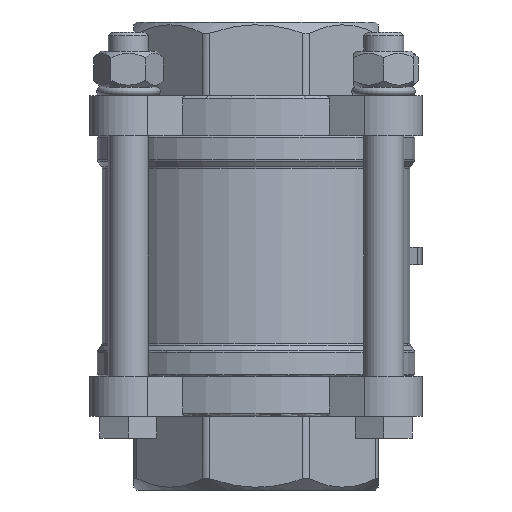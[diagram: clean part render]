
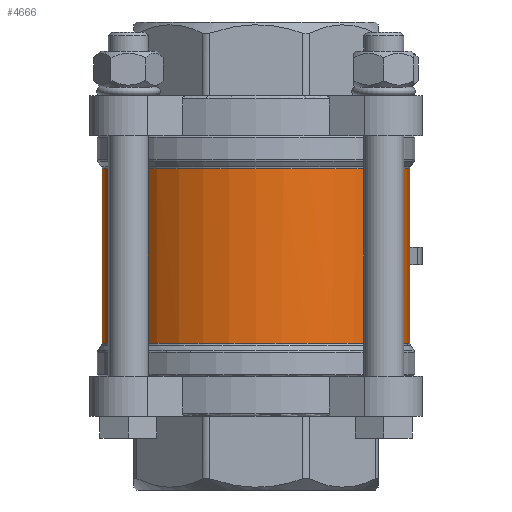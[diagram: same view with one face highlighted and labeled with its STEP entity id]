
A CAD part, front view. The second image highlights one B-rep face of the part: STEP entity #4666.
In plain terms, the highlighted cylindrical face has radius 46 mm (diameter 92 mm), a full revolution.
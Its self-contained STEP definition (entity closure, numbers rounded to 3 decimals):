
#95=CIRCLE('',#4999,46.);
#96=CIRCLE('',#5000,46.);
#97=CIRCLE('',#5001,46.);
#98=CIRCLE('',#5002,46.);
#257=CYLINDRICAL_SURFACE('',#4998,46.);
#331=B_SPLINE_CURVE_WITH_KNOTS('',3,(#7033,#7034,#7035,#7036,#7037,#7038,
#7039,#7040,#7041,#7042,#7043,#7044,#7045,#7046,#7047),.UNSPECIFIED.,.F.,
 .F.,(4,1,1,1,1,1,1,1,1,1,1,1,4),(0.022,0.03,
0.038,0.042,0.046,0.054,
0.062,0.067,0.071,0.075,
0.079,0.083,0.087),.UNSPECIFIED.);
#332=B_SPLINE_CURVE_WITH_KNOTS('',3,(#7055,#7056,#7057,#7058,#7059,#7060,
#7061),.UNSPECIFIED.,.F.,.F.,(4,1,1,1,4),(0.002,0.006,
0.009,0.013,0.016),
 .UNSPECIFIED.);
#639=ORIENTED_EDGE('',*,*,#1929,.T.);
#640=ORIENTED_EDGE('',*,*,#1941,.F.);
#641=ORIENTED_EDGE('',*,*,#1942,.F.);
#642=ORIENTED_EDGE('',*,*,#1943,.F.);
#643=ORIENTED_EDGE('',*,*,#1933,.T.);
#644=ORIENTED_EDGE('',*,*,#1944,.F.);
#645=ORIENTED_EDGE('',*,*,#1945,.F.);
#646=ORIENTED_EDGE('',*,*,#1946,.T.);
#647=ORIENTED_EDGE('',*,*,#1947,.T.);
#1929=EDGE_CURVE('',#2575,#2574,#331,.T.);
#1933=EDGE_CURVE('',#2579,#2578,#332,.T.);
#1941=EDGE_CURVE('',#2580,#2574,#3047,.F.);
#1942=EDGE_CURVE('',#2581,#2580,#95,.T.);
#1943=EDGE_CURVE('',#2579,#2581,#3048,.T.);
#1944=EDGE_CURVE('',#2582,#2578,#96,.T.);
#1945=EDGE_CURVE('',#2583,#2582,#3049,.T.);
#1946=EDGE_CURVE('',#2583,#2575,#97,.T.);
#1947=EDGE_CURVE('',#2584,#2584,#98,.T.);
#2574=VERTEX_POINT('',#7032);
#2575=VERTEX_POINT('',#7048);
#2578=VERTEX_POINT('',#7054);
#2579=VERTEX_POINT('',#7062);
#2580=VERTEX_POINT('',#7075);
#2581=VERTEX_POINT('',#7077);
#2582=VERTEX_POINT('',#7080);
#2583=VERTEX_POINT('',#7082);
#2584=VERTEX_POINT('',#7085);
#3047=LINE('',#7074,#3427);
#3048=LINE('',#7078,#3428);
#3049=LINE('',#7081,#3429);
#3427=VECTOR('',#5650,1000.);
#3428=VECTOR('',#5653,1000.);
#3429=VECTOR('',#5656,1000.);
#3729=EDGE_LOOP('',(#639,#640,#641,#642,#643,#644,#645,#646));
#3730=EDGE_LOOP('',(#647));
#4117=FACE_BOUND('',#3729,.T.);
#4118=FACE_BOUND('',#3730,.T.);
#4666=ADVANCED_FACE('',(#4117,#4118),#257,.T.);
#4998=AXIS2_PLACEMENT_3D('',#7073,#5648,#5649);
#4999=AXIS2_PLACEMENT_3D('',#7076,#5651,#5652);
#5000=AXIS2_PLACEMENT_3D('',#7079,#5654,#5655);
#5001=AXIS2_PLACEMENT_3D('',#7083,#5657,#5658);
#5002=AXIS2_PLACEMENT_3D('',#7084,#5659,#5660);
#5648=DIRECTION('',(0.,0.,-1.));
#5649=DIRECTION('',(-1.,0.,0.));
#5650=DIRECTION('',(0.,0.,-1.));
#5651=DIRECTION('',(0.,0.,-1.));
#5652=DIRECTION('',(-1.,0.,0.));
#5653=DIRECTION('',(0.,0.,-1.));
#5654=DIRECTION('',(0.,0.,1.));
#5655=DIRECTION('',(1.,0.,0.));
#5656=DIRECTION('',(0.,0.,-1.));
#5657=DIRECTION('',(0.,0.,1.));
#5658=DIRECTION('',(1.,0.,0.));
#5659=DIRECTION('',(0.,0.,-1.));
#5660=DIRECTION('',(-1.,0.,0.));
#7032=CARTESIAN_POINT('',(-8.412,45.224,-13.903));
#7033=CARTESIAN_POINT('',(16.041,43.113,2.6));
#7034=CARTESIAN_POINT('',(15.601,43.276,5.312));
#7035=CARTESIAN_POINT('',(13.35,44.126,10.413));
#7036=CARTESIAN_POINT('',(7.874,45.45,14.667));
#7037=CARTESIAN_POINT('',(2.619,45.985,16.213));
#7038=CARTESIAN_POINT('',(-2.917,46.057,16.403));
#7039=CARTESIAN_POINT('',(-9.519,45.189,14.006));
#7040=CARTESIAN_POINT('',(-14.105,43.814,8.843));
#7041=CARTESIAN_POINT('',(-16.003,43.13,3.69));
#7042=CARTESIAN_POINT('',(-16.418,42.97,-0.417));
#7043=CARTESIAN_POINT('',(-15.793,43.209,-4.502));
#7044=CARTESIAN_POINT('',(-14.18,43.778,-8.28));
#7045=CARTESIAN_POINT('',(-11.696,44.521,-11.521));
#7046=CARTESIAN_POINT('',(-9.576,45.008,-13.199));
#7047=CARTESIAN_POINT('',(-8.412,45.224,-13.903));
#7048=CARTESIAN_POINT('',(16.041,43.113,2.6));
#7054=CARTESIAN_POINT('',(16.041,43.113,-2.6));
#7055=CARTESIAN_POINT('',(8.412,45.224,-13.903));
#7056=CARTESIAN_POINT('',(9.411,45.039,-13.299));
#7057=CARTESIAN_POINT('',(11.286,44.62,-11.865));
#7058=CARTESIAN_POINT('',(13.554,43.974,-9.193));
#7059=CARTESIAN_POINT('',(15.223,43.415,-6.041));
#7060=CARTESIAN_POINT('',(15.85,43.184,-3.778));
#7061=CARTESIAN_POINT('',(16.041,43.113,-2.6));
#7062=CARTESIAN_POINT('',(8.412,45.224,-13.903));
#7073=CARTESIAN_POINT('',(0.,0.,-70.));
#7074=CARTESIAN_POINT('',(-8.412,45.224,-70.));
#7075=CARTESIAN_POINT('',(-8.412,45.224,-26.167));
#7076=CARTESIAN_POINT('',(0.,0.,-26.167));
#7077=CARTESIAN_POINT('',(8.412,45.224,-26.167));
#7078=CARTESIAN_POINT('',(8.412,45.224,-70.));
#7079=CARTESIAN_POINT('',(0.,0.,-2.6));
#7080=CARTESIAN_POINT('',(41.249,20.361,-2.6));
#7081=CARTESIAN_POINT('',(41.249,20.361,-70.));
#7082=CARTESIAN_POINT('',(41.249,20.361,2.6));
#7083=CARTESIAN_POINT('',(0.,0.,2.6));
#7084=CARTESIAN_POINT('',(0.,0.,26.167));
#7085=CARTESIAN_POINT('',(-46.,0.,26.167));
